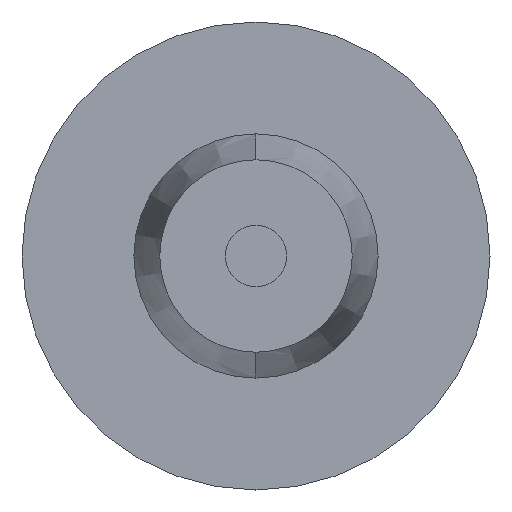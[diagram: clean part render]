
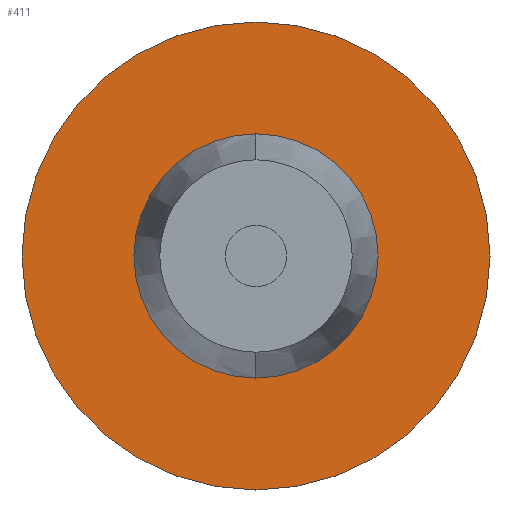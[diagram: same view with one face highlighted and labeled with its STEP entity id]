
A CAD part, left-side view. The second image highlights one B-rep face of the part: STEP entity #411.
In plain terms, the highlighted planar face has unit normal (-1, 0, 0).
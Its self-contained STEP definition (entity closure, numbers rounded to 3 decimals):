
#10 = AXIS2_PLACEMENT_3D ( 'NONE', #170, #311, #566 ) ;
#12 = CIRCLE ( 'NONE', #497, 1.945 ) ;
#17 = ORIENTED_EDGE ( 'NONE', *, *, #44, .F. ) ;
#19 = CARTESIAN_POINT ( 'NONE',  ( -4.529, 0., 0. ) ) ;
#27 = ORIENTED_EDGE ( 'NONE', *, *, #128, .F. ) ;
#42 = CARTESIAN_POINT ( 'NONE',  ( -4.529, 0., -1.015 ) ) ;
#44 = EDGE_CURVE ( 'NONE', #362, #417, #481, .T. ) ;
#63 = EDGE_LOOP ( 'NONE', ( #27, #17 ) ) ;
#66 = DIRECTION ( 'NONE',  ( -1., 0., 0. ) ) ;
#71 = DIRECTION ( 'NONE',  ( -1., 0., 0. ) ) ;
#112 = CARTESIAN_POINT ( 'NONE',  ( -4.529, 0., 0. ) ) ;
#114 = DIRECTION ( 'NONE',  ( 0., 0., 1. ) ) ;
#115 = CARTESIAN_POINT ( 'NONE',  ( -4.529, 0., -1.945 ) ) ;
#128 = EDGE_CURVE ( 'NONE', #417, #362, #361, .T. ) ;
#159 = CIRCLE ( 'NONE', #339, 1.945 ) ;
#169 = DIRECTION ( 'NONE',  ( -1., 0., 0. ) ) ;
#170 = CARTESIAN_POINT ( 'NONE',  ( -4.529, 1.015, 0. ) ) ;
#182 = CARTESIAN_POINT ( 'NONE',  ( -4.529, 0., 1.945 ) ) ;
#197 = CARTESIAN_POINT ( 'NONE',  ( -4.529, 0., 0. ) ) ;
#205 = EDGE_CURVE ( 'NONE', #303, #486, #159, .T. ) ;
#211 = ORIENTED_EDGE ( 'NONE', *, *, #556, .T. ) ;
#248 = DIRECTION ( 'NONE',  ( 0., 0., 1. ) ) ;
#303 = VERTEX_POINT ( 'NONE', #115 ) ;
#311 = DIRECTION ( 'NONE',  ( 1., 0., 0. ) ) ;
#317 = DIRECTION ( 'NONE',  ( 0., 0., 1. ) ) ;
#324 = FACE_OUTER_BOUND ( 'NONE', #521, .T. ) ;
#339 = AXIS2_PLACEMENT_3D ( 'NONE', #442, #169, #317 ) ;
#361 = CIRCLE ( 'NONE', #384, 1.015 ) ;
#362 = VERTEX_POINT ( 'NONE', #42 ) ;
#384 = AXIS2_PLACEMENT_3D ( 'NONE', #112, #71, #388 ) ;
#388 = DIRECTION ( 'NONE',  ( 0., 0., 1. ) ) ;
#411 = ADVANCED_FACE ( 'NONE', ( #552, #324 ), #443, .F. ) ;
#417 = VERTEX_POINT ( 'NONE', #530 ) ;
#426 = AXIS2_PLACEMENT_3D ( 'NONE', #197, #66, #248 ) ;
#442 = CARTESIAN_POINT ( 'NONE',  ( -4.529, 0., 0. ) ) ;
#443 = PLANE ( 'NONE',  #10 ) ;
#460 = ORIENTED_EDGE ( 'NONE', *, *, #205, .T. ) ;
#475 = DIRECTION ( 'NONE',  ( -1., 0., 0. ) ) ;
#481 = CIRCLE ( 'NONE', #426, 1.015 ) ;
#486 = VERTEX_POINT ( 'NONE', #182 ) ;
#497 = AXIS2_PLACEMENT_3D ( 'NONE', #19, #475, #114 ) ;
#521 = EDGE_LOOP ( 'NONE', ( #211, #460 ) ) ;
#530 = CARTESIAN_POINT ( 'NONE',  ( -4.529, 0., 1.015 ) ) ;
#552 = FACE_BOUND ( 'NONE', #63, .T. ) ;
#556 = EDGE_CURVE ( 'NONE', #486, #303, #12, .T. ) ;
#566 = DIRECTION ( 'NONE',  ( 0., 0., -1. ) ) ;
